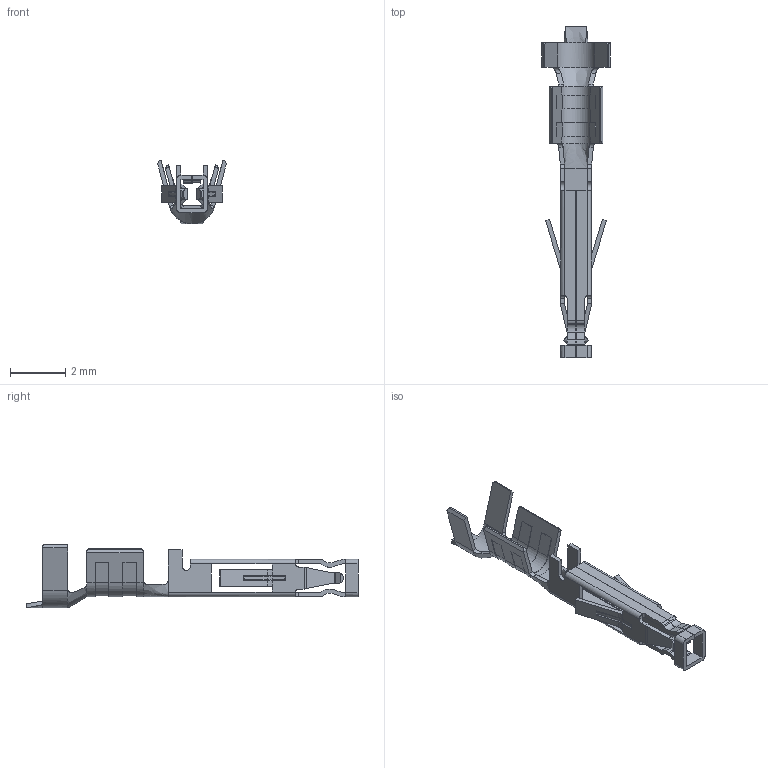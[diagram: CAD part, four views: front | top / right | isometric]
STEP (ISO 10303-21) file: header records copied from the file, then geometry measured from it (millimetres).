
FILE_DESCRIPTION( ( 'Unknown' ), '1' );
FILE_NAME( '66200313722DEC.stp', 'Unknown', ( 'Unknown' ), ( 'Unknown' ), 'PSStep 18.0.17', 'Unknown', ' ' );
FILE_SCHEMA( ( 'AUTOMOTIVE_DESIGN { 1 0 10303 214 1 1 1 1 }' ) );
Length unit declared in the file: millimetre
Products named in the file (2): Assem1; 66200313722DEC
Assembly tree (1 placements, depth 2):
  Assem1
    66200313722DEC
Bounding box: 2.48 x 12 x 2.3 mm (x, y, z)
Volume: 5.8 mm3; surface area: 91.6 mm2
Topology: 1 solids, 1 shells, 288 faces, 810 edges, 516 vertices
Faces by surface type: plane 169, cylinder 107, bspline 12
Entity records: 13124 total; most frequent: CARTESIAN_POINT 3488, ORIENTED_EDGE 1620, DIRECTION 1410, EDGE_CURVE 810, LINE 542, VECTOR 542, VERTEX_POINT 516, AXIS2_PLACEMENT_3D 434
